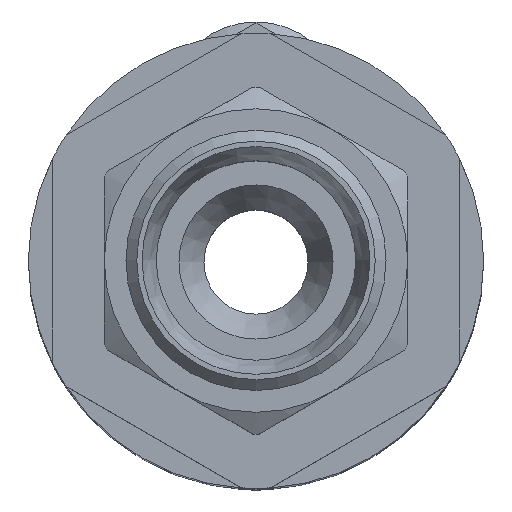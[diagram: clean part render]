
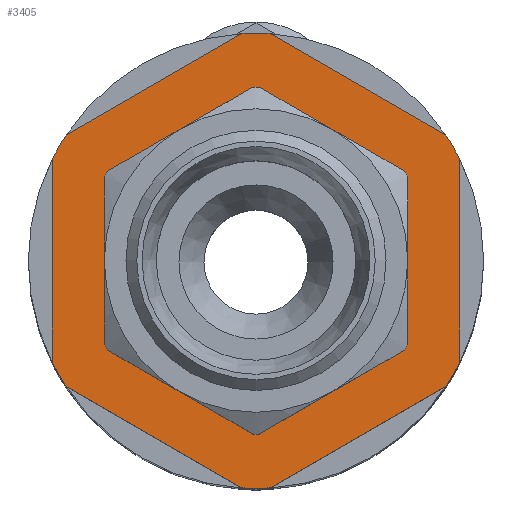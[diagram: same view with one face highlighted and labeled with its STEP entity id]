
A CAD part, top view. The second image highlights one B-rep face of the part: STEP entity #3405.
In plain terms, the highlighted planar face has unit normal (0, 0, 1).
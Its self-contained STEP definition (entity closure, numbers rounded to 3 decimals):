
#16 = DIRECTION ( 'NONE',  ( 1., 0., 0. ) ) ;
#29 = PLANE ( 'NONE',  #2691 ) ;
#46 = CARTESIAN_POINT ( 'NONE',  ( -8.752, -5.801, 0. ) ) ;
#73 = CIRCLE ( 'NONE', #5029, 10.5 ) ;
#88 = LINE ( 'NONE', #4813, #822 ) ;
#122 = VECTOR ( 'NONE', #2113, 1000. ) ;
#244 = VERTEX_POINT ( 'NONE', #2275 ) ;
#328 = ORIENTED_EDGE ( 'NONE', *, *, #1360, .T. ) ;
#338 = DIRECTION ( 'NONE',  ( 1., 0., 0. ) ) ;
#341 = CARTESIAN_POINT ( 'NONE',  ( 0., 0., 0. ) ) ;
#371 = DIRECTION ( 'NONE',  ( 1., 0., 0. ) ) ;
#452 = DIRECTION ( 'NONE',  ( -1., 0., 0. ) ) ;
#460 = DIRECTION ( 'NONE',  ( 0., 0., 1. ) ) ;
#494 = VERTEX_POINT ( 'NONE', #1390 ) ;
#521 = VERTEX_POINT ( 'NONE', #3494 ) ;
#537 = DIRECTION ( 'NONE',  ( 0., 0., 1. ) ) ;
#759 = CARTESIAN_POINT ( 'NONE',  ( 8.752, 5.801, 0. ) ) ;
#760 = EDGE_CURVE ( 'NONE', #2872, #2872, #3562, .T. ) ;
#778 = VECTOR ( 'NONE', #1522, 1000. ) ;
#821 = EDGE_LOOP ( 'NONE', ( #3492 ) ) ;
#822 = VECTOR ( 'NONE', #3575, 1000. ) ;
#827 = CIRCLE ( 'NONE', #3425, 10.5 ) ;
#846 = EDGE_CURVE ( 'NONE', #5066, #5006, #1201, .T. ) ;
#931 = CARTESIAN_POINT ( 'NONE',  ( 6., 0., 0. ) ) ;
#933 = CARTESIAN_POINT ( 'NONE',  ( 9.4, -5.427, 0. ) ) ;
#940 = EDGE_CURVE ( 'NONE', #494, #2680, #2221, .T. ) ;
#976 = VERTEX_POINT ( 'NONE', #2737 ) ;
#1063 = AXIS2_PLACEMENT_3D ( 'NONE', #2604, #3609, #16 ) ;
#1130 = ORIENTED_EDGE ( 'NONE', *, *, #1205, .T. ) ;
#1179 = VERTEX_POINT ( 'NONE', #2072 ) ;
#1184 = VECTOR ( 'NONE', #4113, 1000. ) ;
#1186 = DIRECTION ( 'NONE',  ( 0., 0., -1. ) ) ;
#1201 = LINE ( 'NONE', #933, #122 ) ;
#1205 = EDGE_CURVE ( 'NONE', #4416, #244, #1255, .T. ) ;
#1255 = LINE ( 'NONE', #4185, #2364 ) ;
#1302 = FACE_BOUND ( 'NONE', #821, .T. ) ;
#1360 = EDGE_CURVE ( 'NONE', #1179, #521, #73, .T. ) ;
#1390 = CARTESIAN_POINT ( 'NONE',  ( -0.648, -10.48, 0. ) ) ;
#1402 = VECTOR ( 'NONE', #3414, 1000. ) ;
#1420 = LINE ( 'NONE', #1495, #778 ) ;
#1468 = EDGE_CURVE ( 'NONE', #521, #1603, #1420, .T. ) ;
#1484 = DIRECTION ( 'NONE',  ( 0., 0., 1. ) ) ;
#1495 = CARTESIAN_POINT ( 'NONE',  ( 0., 10.854, 0. ) ) ;
#1522 = DIRECTION ( 'NONE',  ( -0.866, -0.5, 0. ) ) ;
#1527 = CARTESIAN_POINT ( 'NONE',  ( 9.4, -4.679, 0. ) ) ;
#1603 = VERTEX_POINT ( 'NONE', #2164 ) ;
#1606 = DIRECTION ( 'NONE',  ( 0., 0., 1. ) ) ;
#1655 = CIRCLE ( 'NONE', #4904, 10.5 ) ;
#1683 = EDGE_CURVE ( 'NONE', #2680, #976, #2521, .T. ) ;
#1784 = EDGE_CURVE ( 'NONE', #244, #3451, #3240, .T. ) ;
#1791 = CARTESIAN_POINT ( 'NONE',  ( 0., 0., 0. ) ) ;
#1882 = CIRCLE ( 'NONE', #3346, 10.5 ) ;
#1883 = CARTESIAN_POINT ( 'NONE',  ( -9.4, 4.679, 0. ) ) ;
#1884 = ORIENTED_EDGE ( 'NONE', *, *, #5204, .T. ) ;
#1897 = CARTESIAN_POINT ( 'NONE',  ( 0., 0., 0. ) ) ;
#2046 = ORIENTED_EDGE ( 'NONE', *, *, #5016, .T. ) ;
#2064 = EDGE_CURVE ( 'NONE', #976, #5066, #1655, .T. ) ;
#2072 = CARTESIAN_POINT ( 'NONE',  ( 0.648, 10.48, 0. ) ) ;
#2076 = CARTESIAN_POINT ( 'NONE',  ( 0., -10.5, 0. ) ) ;
#2113 = DIRECTION ( 'NONE',  ( 0., 1., 0. ) ) ;
#2164 = CARTESIAN_POINT ( 'NONE',  ( -8.752, 5.801, 0. ) ) ;
#2181 = CARTESIAN_POINT ( 'NONE',  ( 0., 0., 0. ) ) ;
#2221 = CIRCLE ( 'NONE', #1063, 10.5 ) ;
#2275 = CARTESIAN_POINT ( 'NONE',  ( -9.4, -4.679, 0. ) ) ;
#2312 = DIRECTION ( 'NONE',  ( 1., 0., 0. ) ) ;
#2340 = ORIENTED_EDGE ( 'NONE', *, *, #1683, .T. ) ;
#2364 = VECTOR ( 'NONE', #3156, 1000. ) ;
#2471 = ORIENTED_EDGE ( 'NONE', *, *, #1468, .T. ) ;
#2490 = AXIS2_PLACEMENT_3D ( 'NONE', #5035, #1606, #4232 ) ;
#2521 = LINE ( 'NONE', #4532, #1402 ) ;
#2552 = AXIS2_PLACEMENT_3D ( 'NONE', #341, #1484, #371 ) ;
#2604 = CARTESIAN_POINT ( 'NONE',  ( 0., 0., 0. ) ) ;
#2680 = VERTEX_POINT ( 'NONE', #3779 ) ;
#2691 = AXIS2_PLACEMENT_3D ( 'NONE', #2076, #1186, #452 ) ;
#2737 = CARTESIAN_POINT ( 'NONE',  ( 8.752, -5.801, 0. ) ) ;
#2789 = DIRECTION ( 'NONE',  ( 0., 0., 1. ) ) ;
#2872 = VERTEX_POINT ( 'NONE', #931 ) ;
#3156 = DIRECTION ( 'NONE',  ( 0., -1., 0. ) ) ;
#3161 = LINE ( 'NONE', #4927, #1184 ) ;
#3227 = EDGE_CURVE ( 'NONE', #1603, #4416, #1882, .T. ) ;
#3240 = CIRCLE ( 'NONE', #2490, 10.5 ) ;
#3311 = ORIENTED_EDGE ( 'NONE', *, *, #846, .T. ) ;
#3346 = AXIS2_PLACEMENT_3D ( 'NONE', #5261, #2789, #338 ) ;
#3357 = ORIENTED_EDGE ( 'NONE', *, *, #1784, .T. ) ;
#3397 = FACE_OUTER_BOUND ( 'NONE', #5094, .T. ) ;
#3405 = ADVANCED_FACE ( 'NONE', ( #1302, #3397 ), #29, .F. ) ;
#3414 = DIRECTION ( 'NONE',  ( 0.866, 0.5, 0. ) ) ;
#3425 = AXIS2_PLACEMENT_3D ( 'NONE', #1897, #4800, #2312 ) ;
#3451 = VERTEX_POINT ( 'NONE', #46 ) ;
#3492 = ORIENTED_EDGE ( 'NONE', *, *, #760, .F. ) ;
#3494 = CARTESIAN_POINT ( 'NONE',  ( -0.648, 10.48, 0. ) ) ;
#3562 = CIRCLE ( 'NONE', #2552, 6. ) ;
#3575 = DIRECTION ( 'NONE',  ( -0.866, 0.5, 0. ) ) ;
#3609 = DIRECTION ( 'NONE',  ( 0., 0., 1. ) ) ;
#3749 = DIRECTION ( 'NONE',  ( 1., 0., 0. ) ) ;
#3779 = CARTESIAN_POINT ( 'NONE',  ( 0.648, -10.48, 0. ) ) ;
#3810 = EDGE_CURVE ( 'NONE', #3965, #1179, #88, .T. ) ;
#3965 = VERTEX_POINT ( 'NONE', #759 ) ;
#3972 = DIRECTION ( 'NONE',  ( 1., 0., 0. ) ) ;
#4113 = DIRECTION ( 'NONE',  ( 0.866, -0.5, 0. ) ) ;
#4185 = CARTESIAN_POINT ( 'NONE',  ( -9.4, 5.427, 0. ) ) ;
#4232 = DIRECTION ( 'NONE',  ( 1., 0., 0. ) ) ;
#4295 = ORIENTED_EDGE ( 'NONE', *, *, #3810, .T. ) ;
#4409 = ORIENTED_EDGE ( 'NONE', *, *, #940, .T. ) ;
#4416 = VERTEX_POINT ( 'NONE', #1883 ) ;
#4439 = ORIENTED_EDGE ( 'NONE', *, *, #2064, .T. ) ;
#4532 = CARTESIAN_POINT ( 'NONE',  ( 0., -10.854, 0. ) ) ;
#4767 = CARTESIAN_POINT ( 'NONE',  ( 9.4, 4.679, 0. ) ) ;
#4800 = DIRECTION ( 'NONE',  ( 0., 0., 1. ) ) ;
#4813 = CARTESIAN_POINT ( 'NONE',  ( 9.4, 5.427, 0. ) ) ;
#4904 = AXIS2_PLACEMENT_3D ( 'NONE', #1791, #460, #3749 ) ;
#4927 = CARTESIAN_POINT ( 'NONE',  ( -9.4, -5.427, 0. ) ) ;
#5006 = VERTEX_POINT ( 'NONE', #4767 ) ;
#5016 = EDGE_CURVE ( 'NONE', #5006, #3965, #827, .T. ) ;
#5029 = AXIS2_PLACEMENT_3D ( 'NONE', #2181, #537, #3972 ) ;
#5035 = CARTESIAN_POINT ( 'NONE',  ( 0., 0., 0. ) ) ;
#5066 = VERTEX_POINT ( 'NONE', #1527 ) ;
#5094 = EDGE_LOOP ( 'NONE', ( #2340, #4439, #3311, #2046, #4295, #328, #2471, #5162, #1130, #3357, #1884, #4409 ) ) ;
#5162 = ORIENTED_EDGE ( 'NONE', *, *, #3227, .T. ) ;
#5204 = EDGE_CURVE ( 'NONE', #3451, #494, #3161, .T. ) ;
#5261 = CARTESIAN_POINT ( 'NONE',  ( 0., 0., 0. ) ) ;
